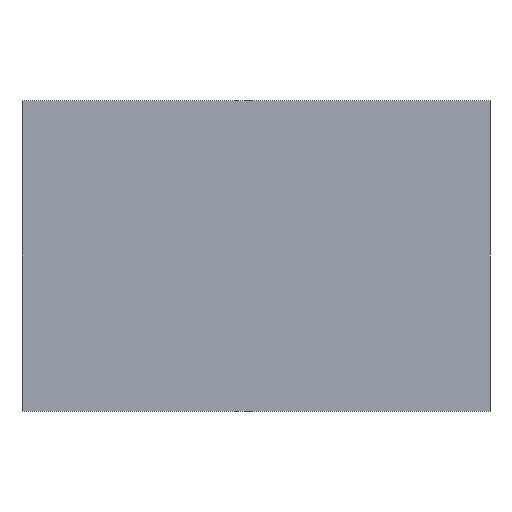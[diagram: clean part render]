
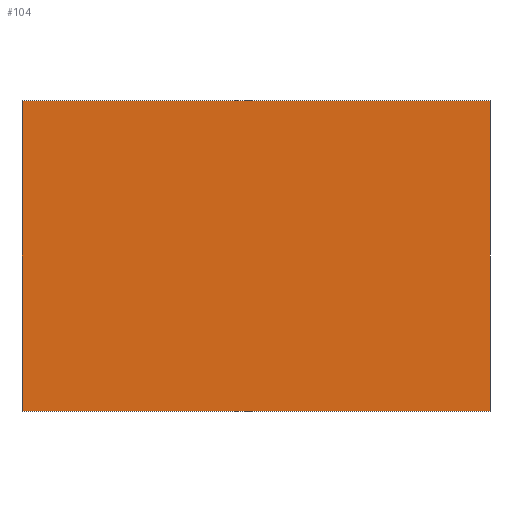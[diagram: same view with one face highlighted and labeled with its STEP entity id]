
A CAD part, front view. The second image highlights one B-rep face of the part: STEP entity #104.
In plain terms, the highlighted planar face has unit normal (0, -1, 0).
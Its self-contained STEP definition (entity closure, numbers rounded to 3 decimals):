
#3 = LINE ( 'NONE', #159, #290 ) ;
#32 = ORIENTED_EDGE ( 'NONE', *, *, #241, .F. ) ;
#49 = DIRECTION ( 'NONE',  ( 0., 0., -1. ) ) ;
#52 = EDGE_CURVE ( 'NONE', #89, #293, #68, .T. ) ;
#53 = VECTOR ( 'NONE', #111, 1000. ) ;
#58 = VECTOR ( 'NONE', #336, 1000. ) ;
#59 = EDGE_CURVE ( 'NONE', #293, #242, #305, .T. ) ;
#68 = LINE ( 'NONE', #192, #58 ) ;
#89 = VERTEX_POINT ( 'NONE', #368 ) ;
#92 = ORIENTED_EDGE ( 'NONE', *, *, #52, .F. ) ;
#95 = EDGE_LOOP ( 'NONE', ( #326, #32, #265, #92 ) ) ;
#104 = ADVANCED_FACE ( 'NONE', ( #171 ), #166, .T. ) ;
#111 = DIRECTION ( 'NONE',  ( 1., 0., 0. ) ) ;
#127 = VERTEX_POINT ( 'NONE', #210 ) ;
#142 = DIRECTION ( 'NONE',  ( 0., 0., -1. ) ) ;
#159 = CARTESIAN_POINT ( 'NONE',  ( 9.2, -0.5, 6.1 ) ) ;
#163 = CARTESIAN_POINT ( 'NONE',  ( -9.2, -0.5, 6.1 ) ) ;
#166 = PLANE ( 'NONE',  #304 ) ;
#171 = FACE_OUTER_BOUND ( 'NONE', #95, .T. ) ;
#192 = CARTESIAN_POINT ( 'NONE',  ( -9.2, -0.5, -6.1 ) ) ;
#210 = CARTESIAN_POINT ( 'NONE',  ( 9.2, -0.5, 6.1 ) ) ;
#218 = CARTESIAN_POINT ( 'NONE',  ( -9.2, -0.5, -6.1 ) ) ;
#234 = CARTESIAN_POINT ( 'NONE',  ( 9.2, -0.5, -6.1 ) ) ;
#236 = DIRECTION ( 'NONE',  ( 0., -1., 0. ) ) ;
#241 = EDGE_CURVE ( 'NONE', #242, #127, #260, .T. ) ;
#242 = VERTEX_POINT ( 'NONE', #262 ) ;
#260 = LINE ( 'NONE', #283, #53 ) ;
#262 = CARTESIAN_POINT ( 'NONE',  ( -9.2, -0.5, 6.1 ) ) ;
#265 = ORIENTED_EDGE ( 'NONE', *, *, #59, .F. ) ;
#283 = CARTESIAN_POINT ( 'NONE',  ( -9.2, -0.5, 6.1 ) ) ;
#290 = VECTOR ( 'NONE', #142, 1000. ) ;
#293 = VERTEX_POINT ( 'NONE', #218 ) ;
#304 = AXIS2_PLACEMENT_3D ( 'NONE', #234, #236, #49 ) ;
#305 = LINE ( 'NONE', #163, #382 ) ;
#307 = DIRECTION ( 'NONE',  ( 0., 0., 1. ) ) ;
#326 = ORIENTED_EDGE ( 'NONE', *, *, #364, .F. ) ;
#336 = DIRECTION ( 'NONE',  ( -1., 0., 0. ) ) ;
#364 = EDGE_CURVE ( 'NONE', #127, #89, #3, .T. ) ;
#368 = CARTESIAN_POINT ( 'NONE',  ( 9.2, -0.5, -6.1 ) ) ;
#382 = VECTOR ( 'NONE', #307, 1000. ) ;
